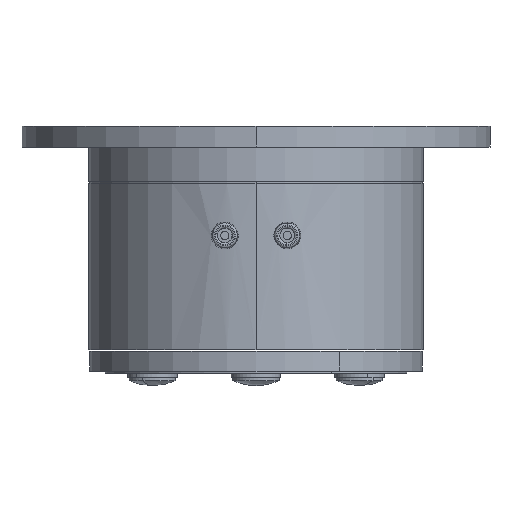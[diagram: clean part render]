
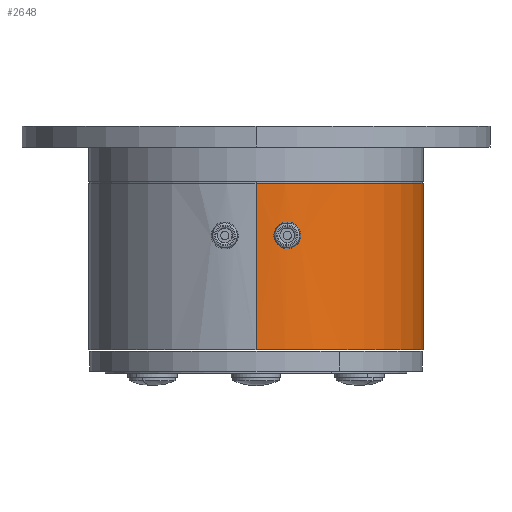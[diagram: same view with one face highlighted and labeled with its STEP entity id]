
A CAD part, front view. The second image highlights one B-rep face of the part: STEP entity #2648.
In plain terms, the highlighted cylindrical face has radius 16.1 mm (diameter 32.2 mm), a partial arc.
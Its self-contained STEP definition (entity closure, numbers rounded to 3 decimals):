
#75 = CARTESIAN_POINT ( 'NONE',  ( 0., -16.1, -5.5 ) ) ;
#104 = DIRECTION ( 'NONE',  ( 0., 0., 1. ) ) ;
#171 = CARTESIAN_POINT ( 'NONE',  ( 3.384, -15.741, -9.253 ) ) ;
#177 = CARTESIAN_POINT ( 'NONE',  ( 2.952, -15.827, -11.791 ) ) ;
#184 = CARTESIAN_POINT ( 'NONE',  ( 3.048, -15.809, -9.209 ) ) ;
#203 = DIRECTION ( 'NONE',  ( 0., -1., 0. ) ) ;
#314 = CARTESIAN_POINT ( 'NONE',  ( 0., 0., -5.5 ) ) ;
#326 = AXIS2_PLACEMENT_3D ( 'NONE', #4374, #3904, #203 ) ;
#355 = EDGE_LOOP ( 'NONE', ( #3324, #3174 ) ) ;
#528 = CARTESIAN_POINT ( 'NONE',  ( 3.607, -15.692, -11.657 ) ) ;
#693 = CARTESIAN_POINT ( 'NONE',  ( 2.253, -15.942, -9.436 ) ) ;
#717 = CARTESIAN_POINT ( 'NONE',  ( 4.269, -15.524, -10.207 ) ) ;
#760 = EDGE_LOOP ( 'NONE', ( #1468, #2565, #5648, #5060 ) ) ;
#764 = EDGE_CURVE ( 'NONE', #4459, #5481, #2895, .T. ) ;
#767 = DIRECTION ( 'NONE',  ( 0., 0., 1. ) ) ;
#805 = FACE_BOUND ( 'NONE', #355, .T. ) ;
#975 = CARTESIAN_POINT ( 'NONE',  ( 4.215, -15.539, -10.968 ) ) ;
#981 = B_SPLINE_CURVE_WITH_KNOTS ( 'NONE', 3,
 ( #1126, #1604, #4357, #5662, #3400, #5241, #1546, #5174, #1156, #5139, #2106, #2966, #5694, #2894, #4718, #5754, #4777, #693, #2934, #4324, #2867, #184 ),
 .UNSPECIFIED., .F., .F.,
 ( 4, 2, 2, 2, 2, 2, 2, 2, 2, 2, 4 ),
 ( 0.005, 0.005, 0.006, 0.006, 0.007, 0.007, 0.007, 0.008, 0.008, 0.009, 0.009 ),
 .UNSPECIFIED. ) ;
#1102 = CARTESIAN_POINT ( 'NONE',  ( 3.831, -15.638, -9.49 ) ) ;
#1126 = CARTESIAN_POINT ( 'NONE',  ( 2.952, -15.827, -11.791 ) ) ;
#1148 = CARTESIAN_POINT ( 'NONE',  ( 0., -16.1, -5.5 ) ) ;
#1156 = CARTESIAN_POINT ( 'NONE',  ( 1.853, -15.993, -11.11 ) ) ;
#1255 = CARTESIAN_POINT ( 'NONE',  ( 4.296, -15.516, -10.635 ) ) ;
#1468 = ORIENTED_EDGE ( 'NONE', *, *, #764, .T. ) ;
#1546 = CARTESIAN_POINT ( 'NONE',  ( 2.176, -15.953, -11.505 ) ) ;
#1560 = CARTESIAN_POINT ( 'NONE',  ( 4.057, -15.58, -9.742 ) ) ;
#1604 = CARTESIAN_POINT ( 'NONE',  ( 2.869, -15.842, -11.787 ) ) ;
#1607 = CIRCLE ( 'NONE', #2733, 16.1 ) ;
#1691 = VECTOR ( 'NONE', #104, 1000. ) ;
#1810 = DIRECTION ( 'NONE',  ( 0., -1., 0. ) ) ;
#1884 = LINE ( 'NONE', #75, #1691 ) ;
#1913 = CARTESIAN_POINT ( 'NONE',  ( 2.952, -15.827, -11.791 ) ) ;
#2006 = CARTESIAN_POINT ( 'NONE',  ( 3.69, -15.672, -9.39 ) ) ;
#2045 = CARTESIAN_POINT ( 'NONE',  ( 4.296, -15.516, -10.376 ) ) ;
#2103 = CARTESIAN_POINT ( 'NONE',  ( 4.302, -15.515, -10.461 ) ) ;
#2106 = CARTESIAN_POINT ( 'NONE',  ( 1.743, -16.005, -10.79 ) ) ;
#2138 = VERTEX_POINT ( 'NONE', #1913 ) ;
#2323 = CARTESIAN_POINT ( 'NONE',  ( 4.003, -15.595, -11.34 ) ) ;
#2390 = CARTESIAN_POINT ( 'NONE',  ( 3.121, -15.796, -11.798 ) ) ;
#2392 = AXIS2_PLACEMENT_3D ( 'NONE', #3077, #5295, #1810 ) ;
#2495 = EDGE_CURVE ( 'NONE', #5481, #2708, #2515, .T. ) ;
#2515 = LINE ( 'NONE', #3855, #2772 ) ;
#2533 = EDGE_CURVE ( 'NONE', #2138, #4884, #981, .T. ) ;
#2565 = ORIENTED_EDGE ( 'NONE', *, *, #2495, .T. ) ;
#2577 = CARTESIAN_POINT ( 'NONE',  ( 4.246, -15.53, -10.123 ) ) ;
#2604 = CARTESIAN_POINT ( 'NONE',  ( 4.284, -15.52, -10.72 ) ) ;
#2648 = ADVANCED_FACE ( 'NONE', ( #805, #3452 ), #4895, .T. ) ;
#2708 = VERTEX_POINT ( 'NONE', #2900 ) ;
#2733 = AXIS2_PLACEMENT_3D ( 'NONE', #314, #767, #3463 ) ;
#2772 = VECTOR ( 'NONE', #5209, 1000. ) ;
#2867 = CARTESIAN_POINT ( 'NONE',  ( 2.882, -15.841, -9.203 ) ) ;
#2894 = CARTESIAN_POINT ( 'NONE',  ( 1.72, -16.008, -10.283 ) ) ;
#2895 = CIRCLE ( 'NONE', #326, 16.1 ) ;
#2900 = CARTESIAN_POINT ( 'NONE',  ( 0., 16.1, -5.5 ) ) ;
#2911 = CARTESIAN_POINT ( 'NONE',  ( 4.148, -15.557, -9.887 ) ) ;
#2934 = CARTESIAN_POINT ( 'NONE',  ( 2.399, -15.921, -9.347 ) ) ;
#2966 = CARTESIAN_POINT ( 'NONE',  ( 1.716, -16.008, -10.623 ) ) ;
#3077 = CARTESIAN_POINT ( 'NONE',  ( 0., 0., -5.5 ) ) ;
#3174 = ORIENTED_EDGE ( 'NONE', *, *, #4842, .T. ) ;
#3297 = VERTEX_POINT ( 'NONE', #1148 ) ;
#3324 = ORIENTED_EDGE ( 'NONE', *, *, #2533, .T. ) ;
#3361 = CARTESIAN_POINT ( 'NONE',  ( 4.005, -15.594, -9.674 ) ) ;
#3365 = CARTESIAN_POINT ( 'NONE',  ( 3.048, -15.809, -9.209 ) ) ;
#3400 = CARTESIAN_POINT ( 'NONE',  ( 2.544, -15.898, -11.71 ) ) ;
#3452 = FACE_OUTER_BOUND ( 'NONE', #760, .T. ) ;
#3463 = DIRECTION ( 'NONE',  ( 0., -1., 0. ) ) ;
#3728 = B_SPLINE_CURVE_WITH_KNOTS ( 'NONE', 3,
 ( #3787, #5677, #171, #2006, #1102, #3361, #1560, #2911, #5191, #2577, #717, #2045, #2103, #1255, #2604, #4647, #975, #3793, #2323, #5091, #528, #5582, #2390, #177 ),
 .UNSPECIFIED., .F., .F.,
 ( 4, 2, 2, 2, 2, 2, 2, 2, 2, 2, 2, 4 ),
 ( 0.001, 0.002, 0.002, 0.002, 0.003, 0.003, 0.003, 0.003, 0.004, 0.004, 0.005, 0.005 ),
 .UNSPECIFIED. ) ;
#3787 = CARTESIAN_POINT ( 'NONE',  ( 3.048, -15.809, -9.209 ) ) ;
#3793 = CARTESIAN_POINT ( 'NONE',  ( 4.107, -15.568, -11.2 ) ) ;
#3855 = CARTESIAN_POINT ( 'NONE',  ( 0., 16.1, -5.5 ) ) ;
#3904 = DIRECTION ( 'NONE',  ( 0., 0., 1. ) ) ;
#4324 = CARTESIAN_POINT ( 'NONE',  ( 2.713, -15.871, -9.23 ) ) ;
#4357 = CARTESIAN_POINT ( 'NONE',  ( 2.785, -15.857, -11.776 ) ) ;
#4374 = CARTESIAN_POINT ( 'NONE',  ( 0., 0., -21.5 ) ) ;
#4459 = VERTEX_POINT ( 'NONE', #5583 ) ;
#4647 = CARTESIAN_POINT ( 'NONE',  ( 4.244, -15.531, -10.886 ) ) ;
#4718 = CARTESIAN_POINT ( 'NONE',  ( 1.76, -16.004, -10.114 ) ) ;
#4777 = CARTESIAN_POINT ( 'NONE',  ( 2.003, -15.975, -9.666 ) ) ;
#4842 = EDGE_CURVE ( 'NONE', #4884, #2138, #3728, .T. ) ;
#4884 = VERTEX_POINT ( 'NONE', #3365 ) ;
#4895 = CYLINDRICAL_SURFACE ( 'NONE', #2392, 16.1 ) ;
#5060 = ORIENTED_EDGE ( 'NONE', *, *, #5199, .F. ) ;
#5091 = CARTESIAN_POINT ( 'NONE',  ( 3.754, -15.657, -11.567 ) ) ;
#5139 = CARTESIAN_POINT ( 'NONE',  ( 1.764, -16.003, -10.872 ) ) ;
#5174 = CARTESIAN_POINT ( 'NONE',  ( 1.943, -15.983, -11.256 ) ) ;
#5191 = CARTESIAN_POINT ( 'NONE',  ( 4.186, -15.546, -9.963 ) ) ;
#5199 = EDGE_CURVE ( 'NONE', #4459, #3297, #1884, .T. ) ;
#5209 = DIRECTION ( 'NONE',  ( 0., 0., 1. ) ) ;
#5241 = CARTESIAN_POINT ( 'NONE',  ( 2.314, -15.934, -11.605 ) ) ;
#5295 = DIRECTION ( 'NONE',  ( 0., 0., 1. ) ) ;
#5481 = VERTEX_POINT ( 'NONE', #5620 ) ;
#5582 = CARTESIAN_POINT ( 'NONE',  ( 3.291, -15.761, -11.771 ) ) ;
#5583 = CARTESIAN_POINT ( 'NONE',  ( 0., -16.1, -21.5 ) ) ;
#5620 = CARTESIAN_POINT ( 'NONE',  ( 0., 16.1, -21.5 ) ) ;
#5648 = ORIENTED_EDGE ( 'NONE', *, *, #5866, .F. ) ;
#5662 = CARTESIAN_POINT ( 'NONE',  ( 2.623, -15.885, -11.737 ) ) ;
#5677 = CARTESIAN_POINT ( 'NONE',  ( 3.216, -15.777, -9.214 ) ) ;
#5694 = CARTESIAN_POINT ( 'NONE',  ( 1.71, -16.009, -10.537 ) ) ;
#5754 = CARTESIAN_POINT ( 'NONE',  ( 1.901, -15.988, -9.808 ) ) ;
#5866 = EDGE_CURVE ( 'NONE', #3297, #2708, #1607, .T. ) ;
